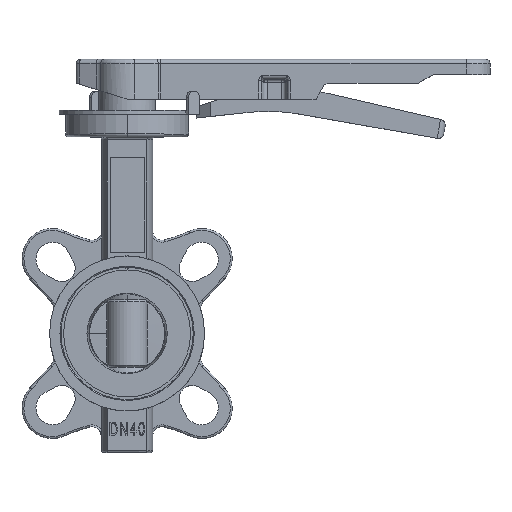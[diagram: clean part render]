
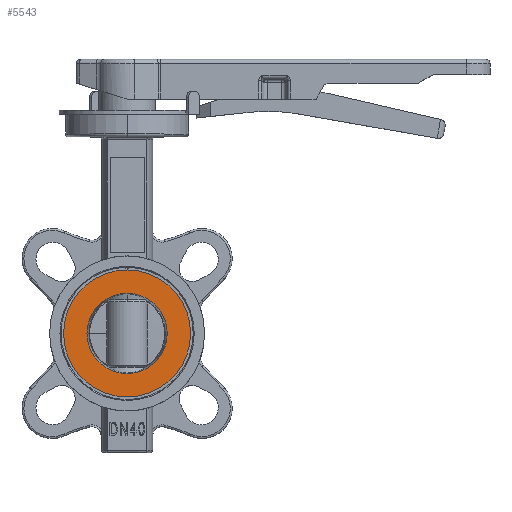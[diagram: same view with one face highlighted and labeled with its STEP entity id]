
A CAD part, top view. The second image highlights one B-rep face of the part: STEP entity #5543.
In plain terms, the highlighted planar face has unit normal (0, 0, 1).
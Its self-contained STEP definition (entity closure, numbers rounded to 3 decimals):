
#320 = CARTESIAN_POINT ( 'NONE',  ( 0., 0., 18. ) ) ;
#390 = DIRECTION ( 'NONE',  ( 0., 0., 1. ) ) ;
#533 = CARTESIAN_POINT ( 'NONE',  ( 21.241, 0., 18. ) ) ;
#1681 = CARTESIAN_POINT ( 'NONE',  ( 33.6, 0., 18. ) ) ;
#2445 = CIRCLE ( 'NONE', #17852, 21.241 ) ;
#3588 = CIRCLE ( 'NONE', #10609, 33.6 ) ;
#3884 = VERTEX_POINT ( 'NONE', #5529 ) ;
#4171 = CIRCLE ( 'NONE', #16387, 21.241 ) ;
#4287 = EDGE_LOOP ( 'NONE', ( #11745, #18426 ) ) ;
#5114 = VERTEX_POINT ( 'NONE', #6880 ) ;
#5190 = CARTESIAN_POINT ( 'NONE',  ( 0., 0., 18. ) ) ;
#5529 = CARTESIAN_POINT ( 'NONE',  ( -33.6, 0., 18. ) ) ;
#5543 = ADVANCED_FACE ( 'NONE', ( #14289, #10805 ), #9293, .T. ) ;
#6429 = CARTESIAN_POINT ( 'NONE',  ( 0., 0., 18. ) ) ;
#6674 = DIRECTION ( 'NONE',  ( 1., 0., 0. ) ) ;
#6880 = CARTESIAN_POINT ( 'NONE',  ( -21.241, 0., 18. ) ) ;
#7243 = DIRECTION ( 'NONE',  ( 0., 0., 1. ) ) ;
#7938 = DIRECTION ( 'NONE',  ( 1., 0., 0. ) ) ;
#8785 = CARTESIAN_POINT ( 'NONE',  ( 0., 0., 18. ) ) ;
#9293 = PLANE ( 'NONE',  #18997 ) ;
#9354 = EDGE_LOOP ( 'NONE', ( #16934, #17543 ) ) ;
#9529 = AXIS2_PLACEMENT_3D ( 'NONE', #6429, #16861, #7938 ) ;
#10271 = DIRECTION ( 'NONE',  ( 1., 0., 0. ) ) ;
#10609 = AXIS2_PLACEMENT_3D ( 'NONE', #5190, #15621, #6674 ) ;
#10727 = EDGE_CURVE ( 'NONE', #18017, #5114, #4171, .T. ) ;
#10788 = DIRECTION ( 'NONE',  ( 1., 0., 0. ) ) ;
#10805 = FACE_OUTER_BOUND ( 'NONE', #4287, .T. ) ;
#11101 = CIRCLE ( 'NONE', #9529, 33.6 ) ;
#11716 = VERTEX_POINT ( 'NONE', #1681 ) ;
#11745 = ORIENTED_EDGE ( 'NONE', *, *, #11827, .T. ) ;
#11827 = EDGE_CURVE ( 'NONE', #11716, #3884, #11101, .T. ) ;
#14289 = FACE_BOUND ( 'NONE', #9354, .T. ) ;
#15589 = EDGE_CURVE ( 'NONE', #5114, #18017, #2445, .T. ) ;
#15621 = DIRECTION ( 'NONE',  ( 0., 0., 1. ) ) ;
#16169 = CARTESIAN_POINT ( 'NONE',  ( 0., 0., 18. ) ) ;
#16387 = AXIS2_PLACEMENT_3D ( 'NONE', #8785, #19224, #10271 ) ;
#16861 = DIRECTION ( 'NONE',  ( 0., 0., 1. ) ) ;
#16934 = ORIENTED_EDGE ( 'NONE', *, *, #10727, .F. ) ;
#17076 = EDGE_CURVE ( 'NONE', #3884, #11716, #3588, .T. ) ;
#17543 = ORIENTED_EDGE ( 'NONE', *, *, #15589, .F. ) ;
#17694 = DIRECTION ( 'NONE',  ( 1., 0., 0. ) ) ;
#17852 = AXIS2_PLACEMENT_3D ( 'NONE', #16169, #7243, #17694 ) ;
#18017 = VERTEX_POINT ( 'NONE', #533 ) ;
#18426 = ORIENTED_EDGE ( 'NONE', *, *, #17076, .T. ) ;
#18997 = AXIS2_PLACEMENT_3D ( 'NONE', #320, #390, #10788 ) ;
#19224 = DIRECTION ( 'NONE',  ( 0., 0., 1. ) ) ;
